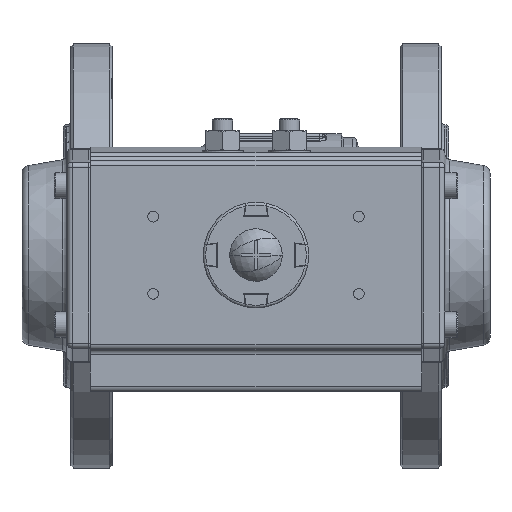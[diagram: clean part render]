
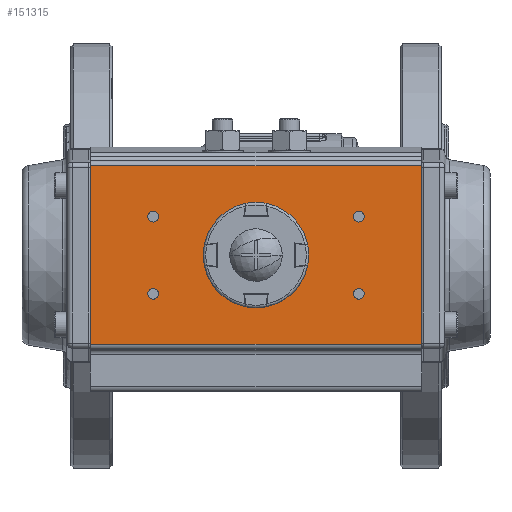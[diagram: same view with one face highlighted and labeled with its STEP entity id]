
A CAD part, top view. The second image highlights one B-rep face of the part: STEP entity #151315.
In plain terms, the highlighted planar face has unit normal (0, 0, 1).
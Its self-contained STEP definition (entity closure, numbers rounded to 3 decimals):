
#151176=CARTESIAN_POINT('',(-64.5,34.719,184.5));
#151177=DIRECTION('',(-0.,-0.,-1.));
#151178=DIRECTION('',(-0.,-1.,0.));
#151179=AXIS2_PLACEMENT_3D('',#151176,#151177,#151178);
#151180=PLANE('',#151179);
#151181=CARTESIAN_POINT('',(37.9,15.,184.5));
#151182=VERTEX_POINT('',#151181);
#151183=CARTESIAN_POINT('',(42.1,15.,184.5));
#151184=VERTEX_POINT('',#151183);
#151185=CARTESIAN_POINT('',(40.,15.,184.5));
#151186=DIRECTION('',(0.,-0.,1.));
#151187=DIRECTION('',(-1.,0.,0.));
#151188=AXIS2_PLACEMENT_3D('',#151185,#151186,#151187);
#151189=CIRCLE('',#151188,2.1);
#151190=EDGE_CURVE('NONE',#151182,#151184,#151189,.T.);
#151191=ORIENTED_EDGE('',*,*,#151190,.F.);
#151192=CARTESIAN_POINT('',(40.,15.,184.5));
#151193=DIRECTION('',(0.,-0.,1.));
#151194=DIRECTION('',(-1.,0.,0.));
#151195=AXIS2_PLACEMENT_3D('',#151192,#151193,#151194);
#151196=CIRCLE('',#151195,2.1);
#151197=EDGE_CURVE('NONE',#151184,#151182,#151196,.T.);
#151198=ORIENTED_EDGE('',*,*,#151197,.F.);
#151199=EDGE_LOOP('',(#151191,#151198));
#151200=FACE_BOUND('',#151199,.T.);
#151201=CARTESIAN_POINT('',(37.9,-15.,184.5));
#151202=VERTEX_POINT('',#151201);
#151203=CARTESIAN_POINT('',(42.1,-15.,184.5));
#151204=VERTEX_POINT('',#151203);
#151205=CARTESIAN_POINT('',(40.,-15.,184.5));
#151206=DIRECTION('',(0.,-0.,1.));
#151207=DIRECTION('',(-1.,0.,0.));
#151208=AXIS2_PLACEMENT_3D('',#151205,#151206,#151207);
#151209=CIRCLE('',#151208,2.1);
#151210=EDGE_CURVE('NONE',#151202,#151204,#151209,.T.);
#151211=ORIENTED_EDGE('',*,*,#151210,.F.);
#151212=CARTESIAN_POINT('',(40.,-15.,184.5));
#151213=DIRECTION('',(0.,-0.,1.));
#151214=DIRECTION('',(-1.,0.,0.));
#151215=AXIS2_PLACEMENT_3D('',#151212,#151213,#151214);
#151216=CIRCLE('',#151215,2.1);
#151217=EDGE_CURVE('NONE',#151204,#151202,#151216,.T.);
#151218=ORIENTED_EDGE('',*,*,#151217,.F.);
#151219=EDGE_LOOP('',(#151211,#151218));
#151220=FACE_BOUND('',#151219,.T.);
#151221=CARTESIAN_POINT('',(-42.1,-15.,184.5));
#151222=VERTEX_POINT('',#151221);
#151223=CARTESIAN_POINT('',(-37.9,-15.,184.5));
#151224=VERTEX_POINT('',#151223);
#151225=CARTESIAN_POINT('',(-40.,-15.,184.5));
#151226=DIRECTION('',(0.,-0.,1.));
#151227=DIRECTION('',(-1.,0.,0.));
#151228=AXIS2_PLACEMENT_3D('',#151225,#151226,#151227);
#151229=CIRCLE('',#151228,2.1);
#151230=EDGE_CURVE('NONE',#151222,#151224,#151229,.T.);
#151231=ORIENTED_EDGE('',*,*,#151230,.F.);
#151232=CARTESIAN_POINT('',(-40.,-15.,184.5));
#151233=DIRECTION('',(0.,-0.,1.));
#151234=DIRECTION('',(-1.,0.,0.));
#151235=AXIS2_PLACEMENT_3D('',#151232,#151233,#151234);
#151236=CIRCLE('',#151235,2.1);
#151237=EDGE_CURVE('NONE',#151224,#151222,#151236,.T.);
#151238=ORIENTED_EDGE('',*,*,#151237,.F.);
#151239=EDGE_LOOP('',(#151231,#151238));
#151240=FACE_BOUND('',#151239,.T.);
#151241=CARTESIAN_POINT('',(-42.1,15.,184.5));
#151242=VERTEX_POINT('',#151241);
#151243=CARTESIAN_POINT('',(-37.9,15.,184.5));
#151244=VERTEX_POINT('',#151243);
#151245=CARTESIAN_POINT('',(-40.,15.,184.5));
#151246=DIRECTION('',(0.,-0.,1.));
#151247=DIRECTION('',(-1.,0.,0.));
#151248=AXIS2_PLACEMENT_3D('',#151245,#151246,#151247);
#151249=CIRCLE('',#151248,2.1);
#151250=EDGE_CURVE('NONE',#151242,#151244,#151249,.T.);
#151251=ORIENTED_EDGE('',*,*,#151250,.F.);
#151252=CARTESIAN_POINT('',(-40.,15.,184.5));
#151253=DIRECTION('',(0.,-0.,1.));
#151254=DIRECTION('',(-1.,0.,0.));
#151255=AXIS2_PLACEMENT_3D('',#151252,#151253,#151254);
#151256=CIRCLE('',#151255,2.1);
#151257=EDGE_CURVE('NONE',#151244,#151242,#151256,.T.);
#151258=ORIENTED_EDGE('',*,*,#151257,.F.);
#151259=EDGE_LOOP('',(#151251,#151258));
#151260=FACE_BOUND('',#151259,.T.);
#151261=CARTESIAN_POINT('',(-64.243,-34.719,184.5));
#151262=VERTEX_POINT('',#151261);
#151263=CARTESIAN_POINT('',(64.243,-34.719,184.5));
#151264=VERTEX_POINT('',#151263);
#151265=CARTESIAN_POINT('',(-64.243,-34.719,184.5));
#151266=DIRECTION('',(1.,-0.,-0.));
#151267=VECTOR('',#151266,128.487);
#151268=LINE('',#151265,#151267);
#151269=EDGE_CURVE('',#151262,#151264,#151268,.T.);
#151270=ORIENTED_EDGE('',*,*,#151269,.T.);
#151271=CARTESIAN_POINT('',(64.243,34.719,184.5));
#151272=VERTEX_POINT('',#151271);
#151273=CARTESIAN_POINT('',(64.243,-34.719,184.5));
#151274=DIRECTION('',(0.,1.,-0.));
#151275=VECTOR('',#151274,69.438);
#151276=LINE('',#151273,#151275);
#151277=EDGE_CURVE('',#151264,#151272,#151276,.T.);
#151278=ORIENTED_EDGE('',*,*,#151277,.T.);
#151279=CARTESIAN_POINT('',(-64.243,34.719,184.5));
#151280=VERTEX_POINT('',#151279);
#151281=CARTESIAN_POINT('',(-64.243,34.719,184.5));
#151282=DIRECTION('',(1.,-0.,-0.));
#151283=VECTOR('',#151282,128.487);
#151284=LINE('',#151281,#151283);
#151285=EDGE_CURVE('',#151280,#151272,#151284,.T.);
#151286=ORIENTED_EDGE('',*,*,#151285,.F.);
#151287=CARTESIAN_POINT('',(-64.243,34.719,184.5));
#151288=DIRECTION('',(-0.,-1.,0.));
#151289=VECTOR('',#151288,69.438);
#151290=LINE('',#151287,#151289);
#151291=EDGE_CURVE('',#151280,#151262,#151290,.T.);
#151292=ORIENTED_EDGE('',*,*,#151291,.T.);
#151293=EDGE_LOOP('',(#151270,#151278,#151286,#151292));
#151294=FACE_BOUND('',#151293,.T.);
#151295=CARTESIAN_POINT('',(9.,0.,184.5));
#151296=VERTEX_POINT('',#151295);
#151297=CARTESIAN_POINT('',(-9.,0.,184.5));
#151298=VERTEX_POINT('',#151297);
#151299=CARTESIAN_POINT('',(0.,0.,184.5));
#151300=DIRECTION('',(-0.,-0.,-1.));
#151301=DIRECTION('',(-1.,0.,0.));
#151302=AXIS2_PLACEMENT_3D('',#151299,#151300,#151301);
#151303=CIRCLE('',#151302,9.);
#151304=EDGE_CURVE('',#151296,#151298,#151303,.T.);
#151305=ORIENTED_EDGE('',*,*,#151304,.T.);
#151306=CARTESIAN_POINT('',(0.,0.,184.5));
#151307=DIRECTION('',(-0.,-0.,-1.));
#151308=DIRECTION('',(-1.,0.,0.));
#151309=AXIS2_PLACEMENT_3D('',#151306,#151307,#151308);
#151310=CIRCLE('',#151309,9.);
#151311=EDGE_CURVE('',#151298,#151296,#151310,.T.);
#151312=ORIENTED_EDGE('',*,*,#151311,.T.);
#151313=EDGE_LOOP('',(#151305,#151312));
#151314=FACE_BOUND('',#151313,.T.);
#151315=ADVANCED_FACE('',(#151200,#151220,#151240,#151260,#151294,#151314),#151180,.F.);
